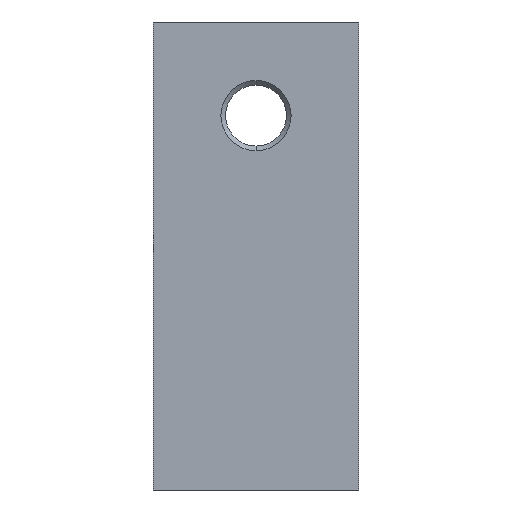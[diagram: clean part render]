
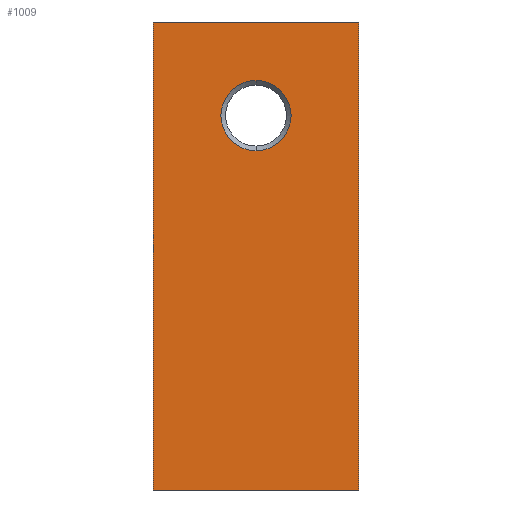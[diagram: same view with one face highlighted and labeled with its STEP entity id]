
A CAD part, front view. The second image highlights one B-rep face of the part: STEP entity #1009.
In plain terms, the highlighted planar face has unit normal (0, -1, 0).
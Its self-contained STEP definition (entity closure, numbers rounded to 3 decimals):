
#4 = ORIENTED_EDGE ( 'NONE', *, *, #612, .F. ) ;
#102 = CIRCLE ( 'NONE', #706, 3.75 ) ;
#107 = DIRECTION ( 'NONE',  ( 0., 0., -1. ) ) ;
#124 = CIRCLE ( 'NONE', #1442, 3.75 ) ;
#201 = AXIS2_PLACEMENT_3D ( 'NONE', #1634, #293, #437 ) ;
#243 = FACE_OUTER_BOUND ( 'NONE', #1412, .T. ) ;
#281 = EDGE_CURVE ( 'NONE', #1012, #1656, #102, .T. ) ;
#293 = DIRECTION ( 'NONE',  ( 0., 1., 0. ) ) ;
#317 = VERTEX_POINT ( 'NONE', #1297 ) ;
#319 = EDGE_CURVE ( 'NONE', #1656, #1012, #124, .T. ) ;
#387 = DIRECTION ( 'NONE',  ( -1., 0., 0. ) ) ;
#409 = PLANE ( 'NONE',  #201 ) ;
#437 = DIRECTION ( 'NONE',  ( 0., 0., 1. ) ) ;
#485 = DIRECTION ( 'NONE',  ( 0., 1., 0. ) ) ;
#532 = CARTESIAN_POINT ( 'NONE',  ( 11., 0., 25. ) ) ;
#553 = CARTESIAN_POINT ( 'NONE',  ( 0., 0., 18.75 ) ) ;
#563 = EDGE_LOOP ( 'NONE', ( #1552, #1058 ) ) ;
#612 = EDGE_CURVE ( 'NONE', #1511, #317, #1702, .T. ) ;
#690 = CARTESIAN_POINT ( 'NONE',  ( 11., 0., 25. ) ) ;
#698 = DIRECTION ( 'NONE',  ( 0., 0., -1. ) ) ;
#706 = AXIS2_PLACEMENT_3D ( 'NONE', #740, #485, #1575 ) ;
#740 = CARTESIAN_POINT ( 'NONE',  ( 0., 0., 15. ) ) ;
#745 = VECTOR ( 'NONE', #107, 1000. ) ;
#751 = VERTEX_POINT ( 'NONE', #1397 ) ;
#780 = EDGE_CURVE ( 'NONE', #1573, #751, #1480, .T. ) ;
#786 = VECTOR ( 'NONE', #1061, 1000. ) ;
#806 = CARTESIAN_POINT ( 'NONE',  ( 11., 0., 25. ) ) ;
#812 = EDGE_CURVE ( 'NONE', #1511, #1573, #1422, .T. ) ;
#826 = EDGE_CURVE ( 'NONE', #317, #751, #1003, .T. ) ;
#878 = DIRECTION ( 'NONE',  ( 0., 1., 0. ) ) ;
#1003 = LINE ( 'NONE', #1189, #1172 ) ;
#1009 = ADVANCED_FACE ( 'NONE', ( #1170, #243 ), #409, .F. ) ;
#1012 = VERTEX_POINT ( 'NONE', #1372 ) ;
#1027 = CARTESIAN_POINT ( 'NONE',  ( 0., 0., 15. ) ) ;
#1058 = ORIENTED_EDGE ( 'NONE', *, *, #319, .T. ) ;
#1061 = DIRECTION ( 'NONE',  ( -1., 0., 0. ) ) ;
#1099 = ORIENTED_EDGE ( 'NONE', *, *, #812, .T. ) ;
#1118 = ORIENTED_EDGE ( 'NONE', *, *, #780, .T. ) ;
#1170 = FACE_BOUND ( 'NONE', #563, .T. ) ;
#1172 = VECTOR ( 'NONE', #387, 1000. ) ;
#1189 = CARTESIAN_POINT ( 'NONE',  ( 11., 0., -25. ) ) ;
#1297 = CARTESIAN_POINT ( 'NONE',  ( 11., 0., -25. ) ) ;
#1307 = DIRECTION ( 'NONE',  ( 0., 0., 1. ) ) ;
#1372 = CARTESIAN_POINT ( 'NONE',  ( 0., 0., 11.25 ) ) ;
#1389 = CARTESIAN_POINT ( 'NONE',  ( -11., 0., 25. ) ) ;
#1397 = CARTESIAN_POINT ( 'NONE',  ( -11., 0., -25. ) ) ;
#1412 = EDGE_LOOP ( 'NONE', ( #1118, #1687, #4, #1099 ) ) ;
#1422 = LINE ( 'NONE', #532, #786 ) ;
#1442 = AXIS2_PLACEMENT_3D ( 'NONE', #1027, #878, #1307 ) ;
#1480 = LINE ( 'NONE', #1389, #745 ) ;
#1511 = VERTEX_POINT ( 'NONE', #806 ) ;
#1515 = CARTESIAN_POINT ( 'NONE',  ( -11., 0., 25. ) ) ;
#1552 = ORIENTED_EDGE ( 'NONE', *, *, #281, .T. ) ;
#1573 = VERTEX_POINT ( 'NONE', #1515 ) ;
#1575 = DIRECTION ( 'NONE',  ( 0., 0., 1. ) ) ;
#1634 = CARTESIAN_POINT ( 'NONE',  ( 11., 0., 25. ) ) ;
#1656 = VERTEX_POINT ( 'NONE', #553 ) ;
#1687 = ORIENTED_EDGE ( 'NONE', *, *, #826, .F. ) ;
#1702 = LINE ( 'NONE', #690, #1739 ) ;
#1739 = VECTOR ( 'NONE', #698, 1000. ) ;
